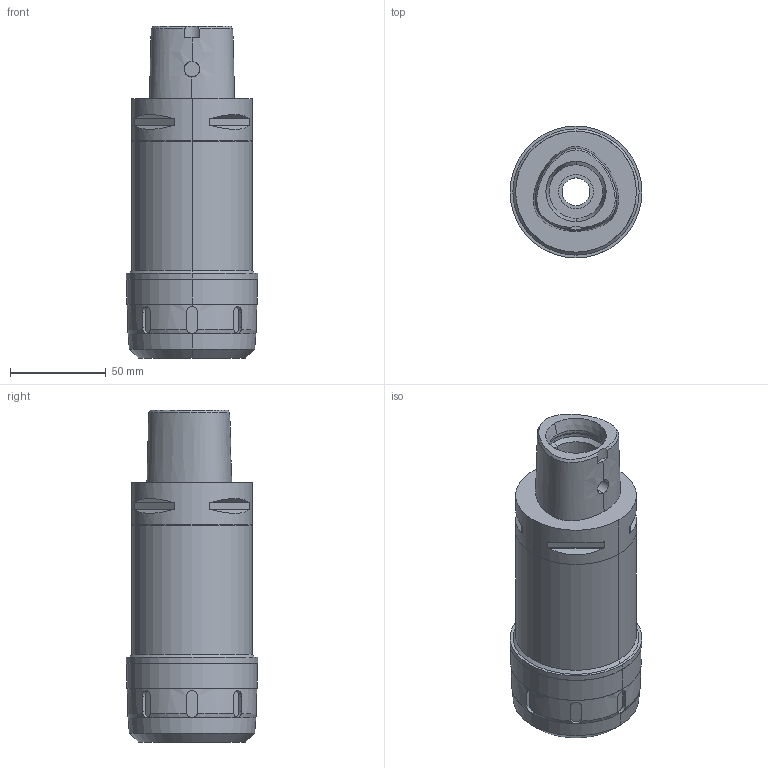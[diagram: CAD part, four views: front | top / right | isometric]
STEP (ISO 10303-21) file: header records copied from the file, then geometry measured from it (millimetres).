
FILE_DESCRIPTION((''),'2;1');
FILE_NAME('C6-HMC32S-135','2019-01-22T',('ykawabe'),(''),'CREO PARAMETRIC BY PTC INC, 2016380','CREO PARAMETRIC BY PTC INC, 2016380','');
FILE_SCHEMA(('AUTOMOTIVE_DESIGN { 1 0 10303 214 1 1 1 1 }'));
Length unit declared in the file: millimetre
Products named in the file (1): C6-HMC32S-135
Bounding box: 68.7 x 68.7 x 173 mm (x, y, z)
Volume: 384137.5 mm3; surface area: 54094.2 mm2
Topology: 1 solids, 1 shells, 126 faces, 335 edges, 220 vertices
Faces by surface type: plane 55, cylinder 47, cone 18, bspline 4, torus 2
Entity records: 6254 total; most frequent: CARTESIAN_POINT 1989, ORIENTED_EDGE 670, DIRECTION 644, PRESENTATION_STYLE_ASSIGNMENT 340, STYLED_ITEM 340, CURVE_STYLE 339, EDGE_CURVE 335, AXIS2_PLACEMENT_3D 251
